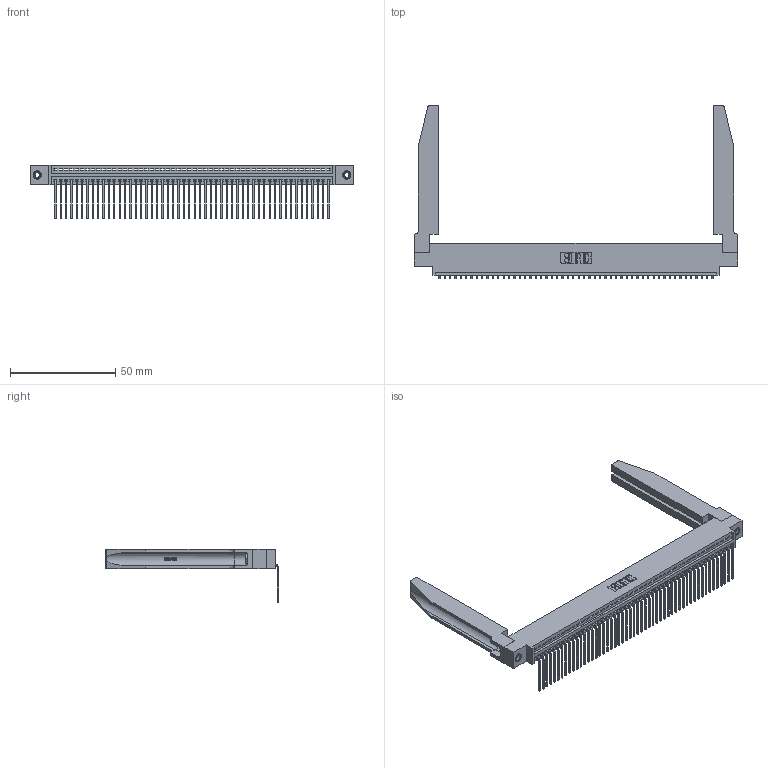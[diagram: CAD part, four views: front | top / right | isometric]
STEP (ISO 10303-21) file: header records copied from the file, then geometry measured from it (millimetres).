
FILE_DESCRIPTION (( 'STEP AP203' ), '1' );
FILE_NAME ('395-052-559-678.STEP', '2019-10-23T13:44:06', ( '' ), ( '' ), 'SwSTEP 2.0', 'SolidWorks 2016', '' );
FILE_SCHEMA (( 'CONFIG_CONTROL_DESIGN' ));
Length unit declared in the file: inch
Products named in the file (5): 395-052-559-678; 345-220-078_345-220-078; 345-292-001_558 559 Tail - 1; 345-250-001_345-250-001-102; 345 Part_0.170 Offset - 0.156 Dia-TH
Assembly tree (57 placements, depth 2):
  395-052-559-678
    345 Part_0.170 Offset - 0.156 Dia-TH
    345-292-001_558 559 Tail - 1  x52
    345-250-001_345-250-001-102  x2
    345-220-078_345-220-078  x2
Bounding box: 153.31 x 82.03 x 25.53 mm (x, y, z)
Volume: 22474.2 mm3; surface area: 27666 mm2
Topology: 57 solids, 57 shells, 3484 faces, 10425 edges, 6870 vertices
Faces by surface type: plane 2410, cylinder 1022, bspline 36, cone 12, torus 4
Entity records: 42746 total; most frequent: CARTESIAN_POINT 8303, ORIENTED_EDGE 7186, DIRECTION 6243, EDGE_CURVE 3593, VECTOR 3159, LINE 3159, VERTEX_POINT 2388, AXIS2_PLACEMENT_3D 1542
